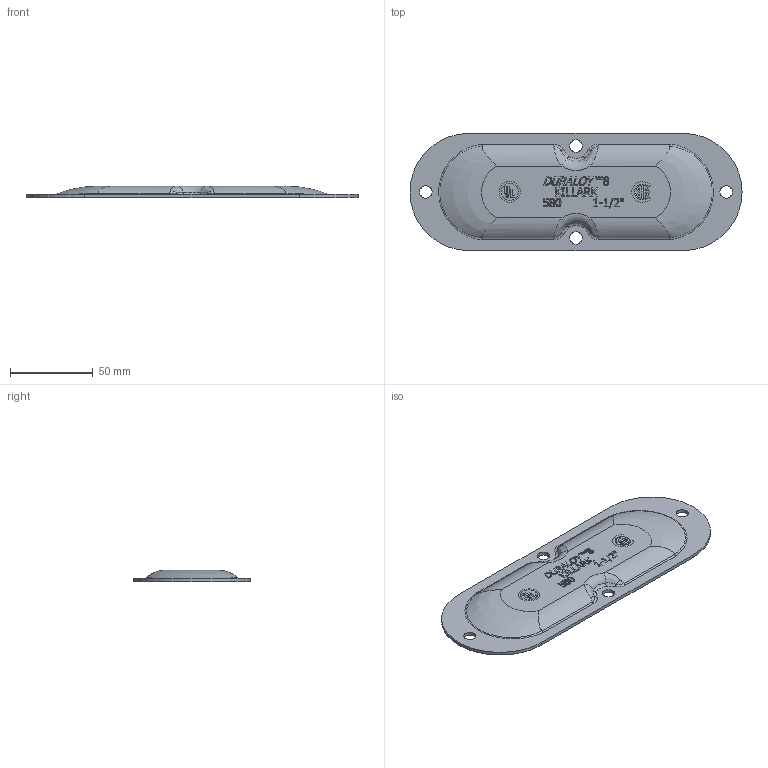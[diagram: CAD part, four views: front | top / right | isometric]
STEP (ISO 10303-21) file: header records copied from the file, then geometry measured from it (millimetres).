
FILE_DESCRIPTION(/* description */ ('580S FORM 8 STAMPED STEEL COVER 1-1/2"'),/* implementation_level */ '2;1');
FILE_NAME(/* name */ 'KIL_580S.stp',/* time_stamp */ '2019-11-12T21:23:57+06:00',/* author */ ('kr'),/* organization */ (''),/* preprocessor_version */ 'ST-DEVELOPER v16.13',/* originating_system */ 'Autodesk Inventor 2018',/* authorisation */ '');
FILE_SCHEMA (('AUTOMOTIVE_DESIGN { 1 0 10303 214 3 1 1 }'));
Length unit declared in the file: millimetre
Products named in the file (1): 21772
Bounding box: 200.15 x 70.61 x 7 mm (x, y, z)
Volume: 26627.5 mm3; surface area: 27813.3 mm2
Topology: 1 solids, 1 shells, 514 faces, 1358 edges, 896 vertices
Faces by surface type: plane 295, bspline 171, cylinder 40, torus 8
Full cylindrical faces by diameter (mm): 1.181 x1, 1.41 x1, 7.5 x4, 10.351 x1, 12.7 x1
Entity records: 18665 total; most frequent: CARTESIAN_POINT 6505, ORIENTED_EDGE 2692, DIRECTION 1788, EDGE_CURVE 1346, LINE 900, VECTOR 900, VERTEX_POINT 892, EDGE_LOOP 580
